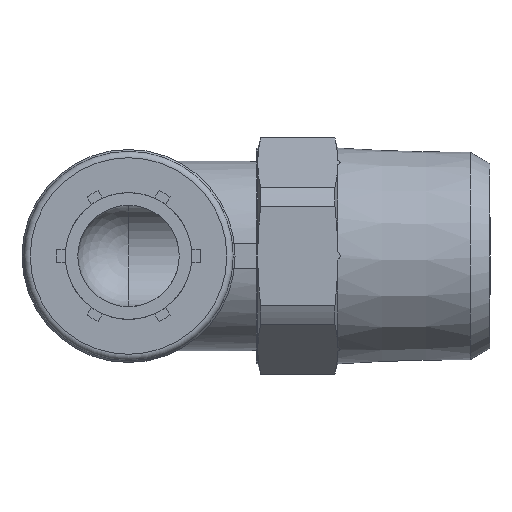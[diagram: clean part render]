
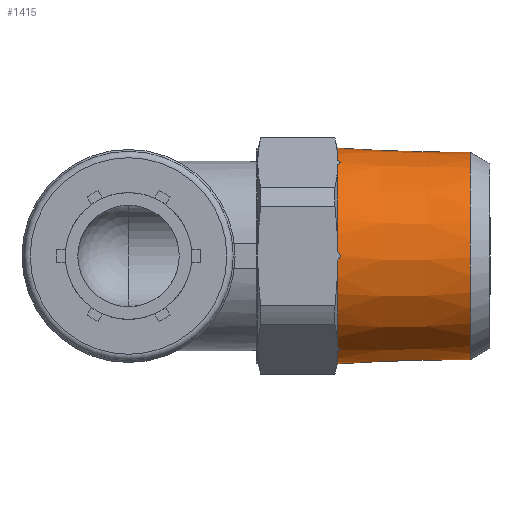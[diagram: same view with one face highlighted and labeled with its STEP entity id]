
A CAD part, left-side view. The second image highlights one B-rep face of the part: STEP entity #1415.
In plain terms, the highlighted conical face has half-angle 1.788 degrees and reference radius 8.506 mm.
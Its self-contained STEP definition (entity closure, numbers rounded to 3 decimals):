
#36=CONICAL_SURFACE('',#1568,8.506,0.031);
#69=B_SPLINE_CURVE_WITH_KNOTS('',3,(#2445,#2446,#2447,#2448,#2449),
 .UNSPECIFIED.,.F.,.F.,(4,1,4),(0.012,0.012,0.012),
 .UNSPECIFIED.);
#70=B_SPLINE_CURVE_WITH_KNOTS('',3,(#2450,#2451,#2452,#2453,#2454),
 .UNSPECIFIED.,.F.,.F.,(4,1,4),(0.,0.001,
0.001),.UNSPECIFIED.);
#71=B_SPLINE_CURVE_WITH_KNOTS('',3,(#2455,#2456,#2457,#2458,#2459),
 .UNSPECIFIED.,.F.,.F.,(4,1,4),(0.,0.001,
0.001),.UNSPECIFIED.);
#72=B_SPLINE_CURVE_WITH_KNOTS('',3,(#2460,#2461,#2462,#2463,#2464),
 .UNSPECIFIED.,.F.,.F.,(4,1,4),(0.012,0.012,0.012),
 .UNSPECIFIED.);
#73=B_SPLINE_CURVE_WITH_KNOTS('',3,(#2465,#2466,#2467,#2468,#2469),
 .UNSPECIFIED.,.F.,.F.,(4,1,4),(0.,0.001,
0.001),.UNSPECIFIED.);
#74=B_SPLINE_CURVE_WITH_KNOTS('',3,(#2470,#2471,#2472,#2473,#2474),
 .UNSPECIFIED.,.F.,.F.,(4,1,4),(0.,0.001,
0.001),.UNSPECIFIED.);
#431=ORIENTED_EDGE('',*,*,#841,.F.);
#432=ORIENTED_EDGE('',*,*,#842,.F.);
#433=ORIENTED_EDGE('',*,*,#825,.T.);
#434=ORIENTED_EDGE('',*,*,#843,.F.);
#435=ORIENTED_EDGE('',*,*,#831,.T.);
#436=ORIENTED_EDGE('',*,*,#844,.F.);
#437=ORIENTED_EDGE('',*,*,#834,.T.);
#438=ORIENTED_EDGE('',*,*,#845,.F.);
#439=ORIENTED_EDGE('',*,*,#837,.T.);
#440=ORIENTED_EDGE('',*,*,#846,.F.);
#441=ORIENTED_EDGE('',*,*,#840,.T.);
#442=ORIENTED_EDGE('',*,*,#847,.F.);
#443=ORIENTED_EDGE('',*,*,#827,.T.);
#825=EDGE_CURVE('',#1021,#1022,#1110,.T.);
#827=EDGE_CURVE('',#1024,#1023,#1111,.T.);
#831=EDGE_CURVE('',#1025,#1026,#1112,.T.);
#834=EDGE_CURVE('',#1027,#1028,#1113,.T.);
#837=EDGE_CURVE('',#1029,#1030,#1114,.T.);
#840=EDGE_CURVE('',#1031,#1032,#1115,.T.);
#841=EDGE_CURVE('',#1033,#1033,#1116,.T.);
#842=EDGE_CURVE('',#1021,#1023,#69,.T.);
#843=EDGE_CURVE('',#1025,#1022,#70,.T.);
#844=EDGE_CURVE('',#1027,#1026,#71,.T.);
#845=EDGE_CURVE('',#1029,#1028,#72,.T.);
#846=EDGE_CURVE('',#1031,#1030,#73,.T.);
#847=EDGE_CURVE('',#1024,#1032,#74,.T.);
#1021=VERTEX_POINT('',#2375);
#1022=VERTEX_POINT('',#2380);
#1023=VERTEX_POINT('',#2387);
#1024=VERTEX_POINT('',#2389);
#1025=VERTEX_POINT('',#2399);
#1026=VERTEX_POINT('',#2404);
#1027=VERTEX_POINT('',#2411);
#1028=VERTEX_POINT('',#2416);
#1029=VERTEX_POINT('',#2423);
#1030=VERTEX_POINT('',#2428);
#1031=VERTEX_POINT('',#2435);
#1032=VERTEX_POINT('',#2440);
#1033=VERTEX_POINT('',#2444);
#1110=CIRCLE('',#1557,8.506);
#1111=CIRCLE('',#1559,8.506);
#1112=CIRCLE('',#1561,8.506);
#1113=CIRCLE('',#1563,8.506);
#1114=CIRCLE('',#1565,8.506);
#1115=CIRCLE('',#1567,8.506);
#1116=CIRCLE('',#1569,8.18);
#1180=EDGE_LOOP('',(#431));
#1181=EDGE_LOOP('',(#432,#433,#434,#435,#436,#437,#438,#439,#440,#441,#442,
#443));
#1284=FACE_BOUND('',#1180,.T.);
#1285=FACE_BOUND('',#1181,.T.);
#1415=ADVANCED_FACE('',(#1284,#1285),#36,.T.);
#1557=AXIS2_PLACEMENT_3D('',#2381,#1856,#1857);
#1559=AXIS2_PLACEMENT_3D('',#2388,#1860,#1861);
#1561=AXIS2_PLACEMENT_3D('',#2405,#1864,#1865);
#1563=AXIS2_PLACEMENT_3D('',#2417,#1868,#1869);
#1565=AXIS2_PLACEMENT_3D('',#2429,#1872,#1873);
#1567=AXIS2_PLACEMENT_3D('',#2441,#1876,#1877);
#1568=AXIS2_PLACEMENT_3D('',#2442,#1878,#1879);
#1569=AXIS2_PLACEMENT_3D('',#2443,#1880,#1881);
#1856=DIRECTION('',(0.,-1.,0.));
#1857=DIRECTION('',(0.,0.,-1.));
#1860=DIRECTION('',(0.,-1.,0.));
#1861=DIRECTION('',(0.,0.,-1.));
#1864=DIRECTION('',(0.,-1.,0.));
#1865=DIRECTION('',(0.,0.,-1.));
#1868=DIRECTION('',(0.,-1.,0.));
#1869=DIRECTION('',(0.,0.,-1.));
#1872=DIRECTION('',(0.,-1.,0.));
#1873=DIRECTION('',(0.,0.,-1.));
#1876=DIRECTION('',(0.,-1.,0.));
#1877=DIRECTION('',(0.,0.,-1.));
#1878=DIRECTION('',(0.,1.,0.));
#1879=DIRECTION('',(0.,0.,1.));
#1880=DIRECTION('',(0.,-1.,0.));
#1881=DIRECTION('',(0.,0.,-1.));
#2375=CARTESIAN_POINT('',(-8.5,-16.498,-0.316));
#2380=CARTESIAN_POINT('',(-4.524,-16.498,-7.203));
#2381=CARTESIAN_POINT('',(0.,-16.498,0.));
#2387=CARTESIAN_POINT('',(-8.5,-16.498,0.316));
#2388=CARTESIAN_POINT('',(0.,-16.498,0.));
#2389=CARTESIAN_POINT('',(-4.524,-16.498,7.203));
#2399=CARTESIAN_POINT('',(-3.976,-16.498,-7.519));
#2404=CARTESIAN_POINT('',(3.976,-16.498,-7.519));
#2405=CARTESIAN_POINT('',(0.,-16.498,0.));
#2411=CARTESIAN_POINT('',(4.524,-16.498,-7.203));
#2416=CARTESIAN_POINT('',(8.5,-16.498,-0.316));
#2417=CARTESIAN_POINT('',(0.,-16.498,0.));
#2423=CARTESIAN_POINT('',(8.5,-16.498,0.316));
#2428=CARTESIAN_POINT('',(4.524,-16.498,7.203));
#2429=CARTESIAN_POINT('',(0.,-16.498,0.));
#2435=CARTESIAN_POINT('',(3.976,-16.498,7.519));
#2440=CARTESIAN_POINT('',(-3.976,-16.498,7.519));
#2441=CARTESIAN_POINT('',(0.,-16.498,0.));
#2442=CARTESIAN_POINT('',(0.,-16.498,0.));
#2443=CARTESIAN_POINT('',(0.,-26.933,0.));
#2444=CARTESIAN_POINT('',(0.,-26.933,-8.18));
#2445=CARTESIAN_POINT('',(-8.5,-16.498,-0.316));
#2446=CARTESIAN_POINT('',(-8.5,-16.595,-0.235));
#2447=CARTESIAN_POINT('',(-8.5,-16.779,0.));
#2448=CARTESIAN_POINT('',(-8.5,-16.595,0.235));
#2449=CARTESIAN_POINT('',(-8.5,-16.498,0.316));
#2450=CARTESIAN_POINT('',(-3.976,-16.498,-7.519));
#2451=CARTESIAN_POINT('',(-4.047,-16.596,-7.479));
#2452=CARTESIAN_POINT('',(-4.25,-16.778,-7.361));
#2453=CARTESIAN_POINT('',(-4.454,-16.595,-7.244));
#2454=CARTESIAN_POINT('',(-4.524,-16.498,-7.203));
#2455=CARTESIAN_POINT('',(4.524,-16.498,-7.203));
#2456=CARTESIAN_POINT('',(4.453,-16.596,-7.244));
#2457=CARTESIAN_POINT('',(4.25,-16.778,-7.361));
#2458=CARTESIAN_POINT('',(4.046,-16.595,-7.479));
#2459=CARTESIAN_POINT('',(3.976,-16.498,-7.519));
#2460=CARTESIAN_POINT('',(8.5,-16.498,0.316));
#2461=CARTESIAN_POINT('',(8.5,-16.595,0.235));
#2462=CARTESIAN_POINT('',(8.5,-16.779,0.));
#2463=CARTESIAN_POINT('',(8.5,-16.595,-0.235));
#2464=CARTESIAN_POINT('',(8.5,-16.498,-0.316));
#2465=CARTESIAN_POINT('',(3.976,-16.498,7.519));
#2466=CARTESIAN_POINT('',(4.047,-16.596,7.479));
#2467=CARTESIAN_POINT('',(4.25,-16.778,7.361));
#2468=CARTESIAN_POINT('',(4.454,-16.595,7.244));
#2469=CARTESIAN_POINT('',(4.524,-16.498,7.203));
#2470=CARTESIAN_POINT('',(-4.524,-16.498,7.203));
#2471=CARTESIAN_POINT('',(-4.453,-16.596,7.244));
#2472=CARTESIAN_POINT('',(-4.25,-16.778,7.361));
#2473=CARTESIAN_POINT('',(-4.046,-16.595,7.479));
#2474=CARTESIAN_POINT('',(-3.976,-16.498,7.519));
